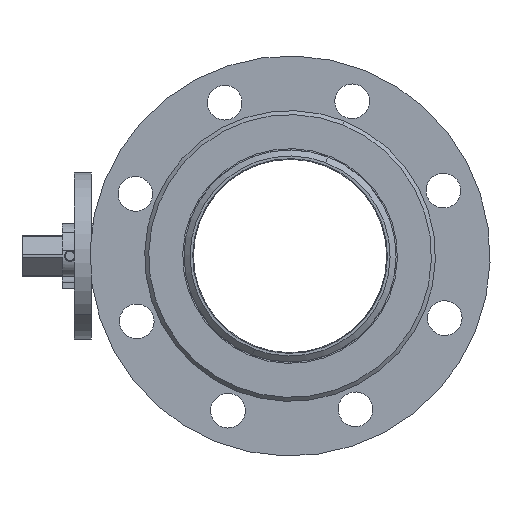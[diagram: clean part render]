
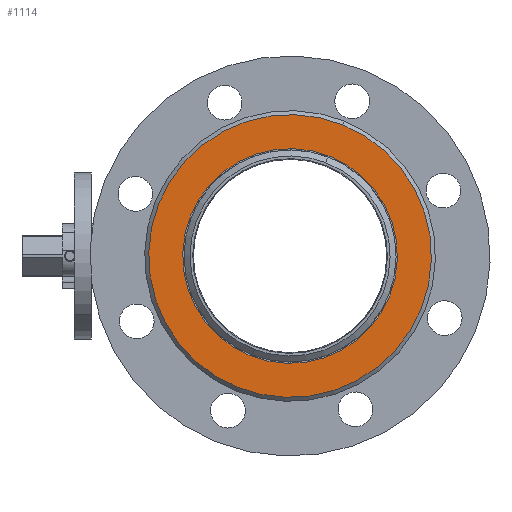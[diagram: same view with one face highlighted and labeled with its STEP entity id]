
A CAD part, left-side view. The second image highlights one B-rep face of the part: STEP entity #1114.
In plain terms, the highlighted face is planar.
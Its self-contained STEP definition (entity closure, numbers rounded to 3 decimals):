
#278 = CARTESIAN_POINT ( 'NONE',  ( -106., 0., 30. ) ) ;
#282 = CARTESIAN_POINT ( 'NONE',  ( 106., 0., 30. ) ) ;
#306 = VERTEX_POINT ( 'NONE', #1655 ) ;
#447 = AXIS2_PLACEMENT_3D ( 'NONE', #947, #2749, #2370 ) ;
#526 = CARTESIAN_POINT ( 'NONE',  ( 0., 0., 30. ) ) ;
#647 = DIRECTION ( 'NONE',  ( 1., 0., 0. ) ) ;
#849 = CIRCLE ( 'NONE', #939, 106. ) ;
#926 = EDGE_CURVE ( 'NONE', #1738, #4177, #2421, .T. ) ;
#935 = DIRECTION ( 'NONE',  ( 1., 0., 0. ) ) ;
#939 = AXIS2_PLACEMENT_3D ( 'NONE', #3442, #1005, #647 ) ;
#947 = CARTESIAN_POINT ( 'NONE',  ( 0., 0., 30. ) ) ;
#1005 = DIRECTION ( 'NONE',  ( 0., 0., 1. ) ) ;
#1061 = EDGE_LOOP ( 'NONE', ( #4286, #4844 ) ) ;
#1114 = ADVANCED_FACE ( 'NONE', ( #1952, #2873 ), #4738, .T. ) ;
#1224 = EDGE_CURVE ( 'NONE', #2026, #306, #5218, .T. ) ;
#1236 = ORIENTED_EDGE ( 'NONE', *, *, #926, .T. ) ;
#1469 = DIRECTION ( 'NONE',  ( 1., 0., 0. ) ) ;
#1588 = AXIS2_PLACEMENT_3D ( 'NONE', #526, #3809, #1469 ) ;
#1655 = CARTESIAN_POINT ( 'NONE',  ( 80.5, 0., 30. ) ) ;
#1738 = VERTEX_POINT ( 'NONE', #278 ) ;
#1933 = CIRCLE ( 'NONE', #447, 80.5 ) ;
#1952 = FACE_OUTER_BOUND ( 'NONE', #4638, .T. ) ;
#2026 = VERTEX_POINT ( 'NONE', #2335 ) ;
#2186 = AXIS2_PLACEMENT_3D ( 'NONE', #3907, #2974, #4846 ) ;
#2335 = CARTESIAN_POINT ( 'NONE',  ( -80.5, 0., 30. ) ) ;
#2370 = DIRECTION ( 'NONE',  ( 1., 0., 0. ) ) ;
#2421 = CIRCLE ( 'NONE', #4969, 106. ) ;
#2749 = DIRECTION ( 'NONE',  ( 0., 0., 1. ) ) ;
#2873 = FACE_BOUND ( 'NONE', #1061, .T. ) ;
#2974 = DIRECTION ( 'NONE',  ( 0., 0., 1. ) ) ;
#3276 = CARTESIAN_POINT ( 'NONE',  ( 0., 0., 30. ) ) ;
#3442 = CARTESIAN_POINT ( 'NONE',  ( 0., 0., 30. ) ) ;
#3641 = DIRECTION ( 'NONE',  ( 0., 0., 1. ) ) ;
#3809 = DIRECTION ( 'NONE',  ( 0., 0., 1. ) ) ;
#3907 = CARTESIAN_POINT ( 'NONE',  ( 0., 0., 30. ) ) ;
#4177 = VERTEX_POINT ( 'NONE', #282 ) ;
#4286 = ORIENTED_EDGE ( 'NONE', *, *, #1224, .F. ) ;
#4638 = EDGE_LOOP ( 'NONE', ( #1236, #4828 ) ) ;
#4738 = PLANE ( 'NONE',  #1588 ) ;
#4828 = ORIENTED_EDGE ( 'NONE', *, *, #5477, .T. ) ;
#4844 = ORIENTED_EDGE ( 'NONE', *, *, #5285, .F. ) ;
#4846 = DIRECTION ( 'NONE',  ( 1., 0., 0. ) ) ;
#4969 = AXIS2_PLACEMENT_3D ( 'NONE', #3276, #3641, #935 ) ;
#5218 = CIRCLE ( 'NONE', #2186, 80.5 ) ;
#5285 = EDGE_CURVE ( 'NONE', #306, #2026, #1933, .T. ) ;
#5477 = EDGE_CURVE ( 'NONE', #4177, #1738, #849, .T. ) ;
